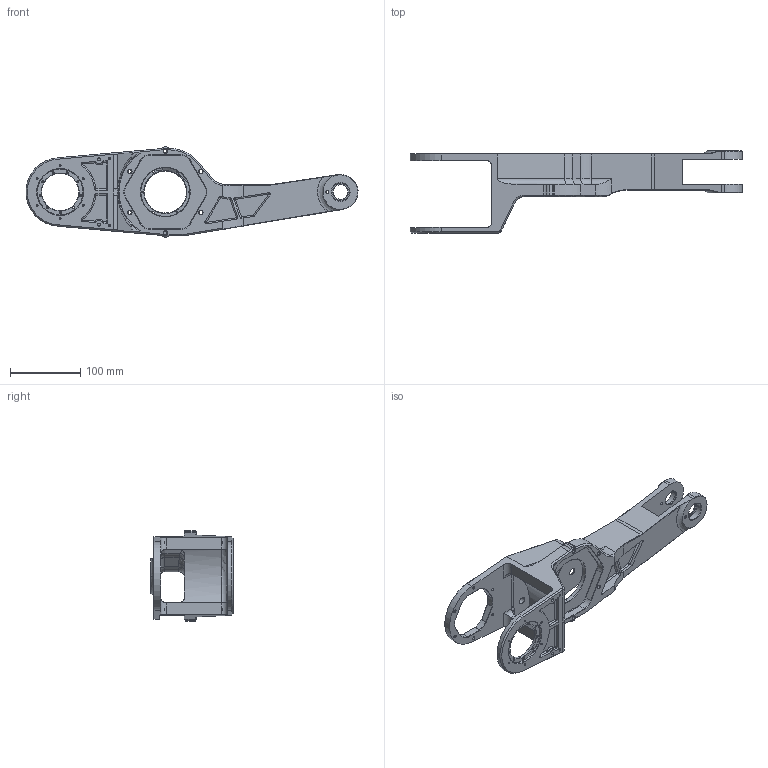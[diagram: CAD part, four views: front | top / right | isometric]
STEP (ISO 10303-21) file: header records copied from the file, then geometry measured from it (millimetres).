
FILE_DESCRIPTION (( 'STEP AP203' ), '1' );
FILE_NAME ('TA00-12-02-0003衵湮虯盓殤.step', '2025-06-04T07:57:14', ( '' ), ( 'HP' ), 'SwSTEP 2.0', 'SolidWorks 2023', '' );
FILE_SCHEMA (( 'CONFIG_CONTROL_DESIGN' ));
Length unit declared in the file: millimetre
Products named in the file (1): TA00-12-02-0003右大腿支架
Bounding box: 473.73 x 117.5 x 129 mm (x, y, z)
Volume: 650946.5 mm3; surface area: 200498.7 mm2
Topology: 1 solids, 1 shells, 765 faces, 1878 edges, 1089 vertices
Faces by surface type: cylinder 311, cone 167, plane 149, sphere 55, torus 52, bspline 31
Entity records: 24420 total; most frequent: CARTESIAN_POINT 6233, DIRECTION 4049, ORIENTED_EDGE 3654, EDGE_CURVE 1827, AXIS2_PLACEMENT_3D 1622, VERTEX_POINT 1078, CIRCLE 887, EDGE_LOOP 877
